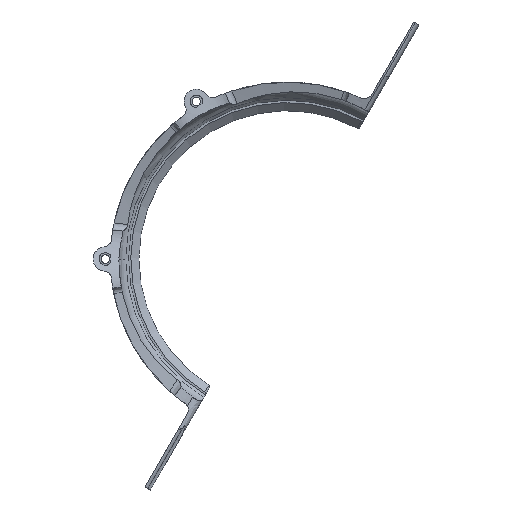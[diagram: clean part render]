
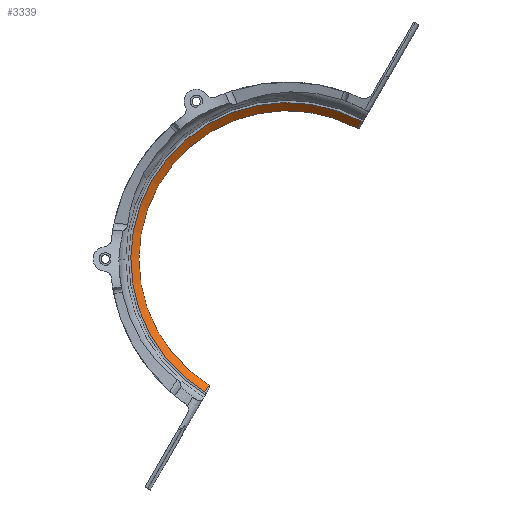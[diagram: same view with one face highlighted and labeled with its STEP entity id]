
A CAD part, top view. The second image highlights one B-rep face of the part: STEP entity #3339.
In plain terms, the highlighted conical face has half-angle 45 degrees and reference radius 31.507 mm.
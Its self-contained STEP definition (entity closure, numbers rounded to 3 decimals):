
#7 = EDGE_CURVE ( 'NONE', #3149, #214, #2201, .T. ) ;
#109 = CARTESIAN_POINT ( 'NONE',  ( 15.312, 28.648, 1.835 ) ) ;
#214 = VERTEX_POINT ( 'NONE', #1888 ) ;
#372 = DIRECTION ( 'NONE',  ( -1., 0., 0. ) ) ;
#406 = AXIS2_PLACEMENT_3D ( 'NONE', #604, #4584, #372 ) ;
#541 = ORIENTED_EDGE ( 'NONE', *, *, #646, .T. ) ;
#559 = VERTEX_POINT ( 'NONE', #4411 ) ;
#560 = CIRCLE ( 'NONE', #3199, 31.507 ) ;
#604 = CARTESIAN_POINT ( 'NONE',  ( 0., 0., 2.575 ) ) ;
#646 = EDGE_CURVE ( 'NONE', #1139, #559, #3819, .T. ) ;
#834 = CARTESIAN_POINT ( 'NONE',  ( 14.824, 27.802, 0.859 ) ) ;
#882 = VERTEX_POINT ( 'NONE', #2697 ) ;
#904 = ORIENTED_EDGE ( 'NONE', *, *, #7, .T. ) ;
#981 = CARTESIAN_POINT ( 'NONE',  ( -17.524, -28.226, 2.575 ) ) ;
#1002 = EDGE_CURVE ( 'NONE', #1139, #882, #1760, .T. ) ;
#1072 = AXIS2_PLACEMENT_3D ( 'NONE', #3395, #4112, #4487 ) ;
#1139 = VERTEX_POINT ( 'NONE', #2470 ) ;
#1168 = CONICAL_SURFACE ( 'NONE', #3789, 31.507, 0.785 ) ;
#1392 = EDGE_LOOP ( 'NONE', ( #2165, #904, #2237, #4228, #541 ) ) ;
#1760 = CIRCLE ( 'NONE', #406, 33.224 ) ;
#1762 = FACE_OUTER_BOUND ( 'NONE', #1392, .T. ) ;
#1849 = CARTESIAN_POINT ( 'NONE',  ( 15.683, 29.29, 2.575 ) ) ;
#1888 = CARTESIAN_POINT ( 'NONE',  ( 14.824, 27.802, 0.859 ) ) ;
#2026 = EDGE_CURVE ( 'NONE', #559, #3149, #560, .T. ) ;
#2165 = ORIENTED_EDGE ( 'NONE', *, *, #2026, .T. ) ;
#2201 = CIRCLE ( 'NONE', #1072, 31.507 ) ;
#2237 = ORIENTED_EDGE ( 'NONE', *, *, #2874, .T. ) ;
#2425 = CARTESIAN_POINT ( 'NONE',  ( -17.221, -27.701, 1.969 ) ) ;
#2470 = CARTESIAN_POINT ( 'NONE',  ( -17.524, -28.226, 2.575 ) ) ;
#2560 = CARTESIAN_POINT ( 'NONE',  ( 15.026, 28.152, 1.263 ) ) ;
#2606 = CARTESIAN_POINT ( 'NONE',  ( 15.498, 28.969, 2.205 ) ) ;
#2697 = CARTESIAN_POINT ( 'NONE',  ( 15.683, 29.29, 2.575 ) ) ;
#2814 = DIRECTION ( 'NONE',  ( -1., 0., 0. ) ) ;
#2825 = DIRECTION ( 'NONE',  ( 1., 0., 0. ) ) ;
#2874 = EDGE_CURVE ( 'NONE', #214, #882, #2976, .T. ) ;
#2976 = B_SPLINE_CURVE_WITH_KNOTS ( 'NONE', 3,
 ( #834, #4063, #2560, #4352, #109, #2606, #1849 ),
 .UNSPECIFIED., .F., .F.,
 ( 4, 3, 4 ),
 ( 0., 0.001, 0.002 ),
 .UNSPECIFIED. ) ;
#3129 = CARTESIAN_POINT ( 'NONE',  ( -17.322, -27.876, 2.171 ) ) ;
#3149 = VERTEX_POINT ( 'NONE', #3557 ) ;
#3199 = AXIS2_PLACEMENT_3D ( 'NONE', #3443, #4227, #2814 ) ;
#3244 = CARTESIAN_POINT ( 'NONE',  ( -16.85, -27.059, 1.229 ) ) ;
#3339 = ADVANCED_FACE ( 'NONE', ( #1762 ), #1168, .F. ) ;
#3395 = CARTESIAN_POINT ( 'NONE',  ( 0., 0., 0.859 ) ) ;
#3443 = CARTESIAN_POINT ( 'NONE',  ( 0., 0., 0.859 ) ) ;
#3557 = CARTESIAN_POINT ( 'NONE',  ( -31.507, 0., 0.859 ) ) ;
#3780 = CARTESIAN_POINT ( 'NONE',  ( -17.423, -28.051, 2.373 ) ) ;
#3789 = AXIS2_PLACEMENT_3D ( 'NONE', #4263, #3909, #2825 ) ;
#3819 = B_SPLINE_CURVE_WITH_KNOTS ( 'NONE', 3,
 ( #981, #3780, #3129, #2425, #3860, #3244, #4288 ),
 .UNSPECIFIED., .F., .F.,
 ( 4, 3, 4 ),
 ( 0., 0.001, 0.002 ),
 .UNSPECIFIED. ) ;
#3860 = CARTESIAN_POINT ( 'NONE',  ( -17.035, -27.38, 1.599 ) ) ;
#3909 = DIRECTION ( 'NONE',  ( 0., 0., 1. ) ) ;
#4063 = CARTESIAN_POINT ( 'NONE',  ( 14.925, 27.977, 1.061 ) ) ;
#4112 = DIRECTION ( 'NONE',  ( 0., 0., -1. ) ) ;
#4227 = DIRECTION ( 'NONE',  ( 0., 0., -1. ) ) ;
#4228 = ORIENTED_EDGE ( 'NONE', *, *, #1002, .F. ) ;
#4263 = CARTESIAN_POINT ( 'NONE',  ( 0., 0., 0.859 ) ) ;
#4288 = CARTESIAN_POINT ( 'NONE',  ( -16.665, -26.739, 0.859 ) ) ;
#4352 = CARTESIAN_POINT ( 'NONE',  ( 15.127, 28.328, 1.465 ) ) ;
#4411 = CARTESIAN_POINT ( 'NONE',  ( -16.665, -26.739, 0.859 ) ) ;
#4487 = DIRECTION ( 'NONE',  ( -1., 0., 0. ) ) ;
#4584 = DIRECTION ( 'NONE',  ( 0., 0., -1. ) ) ;
